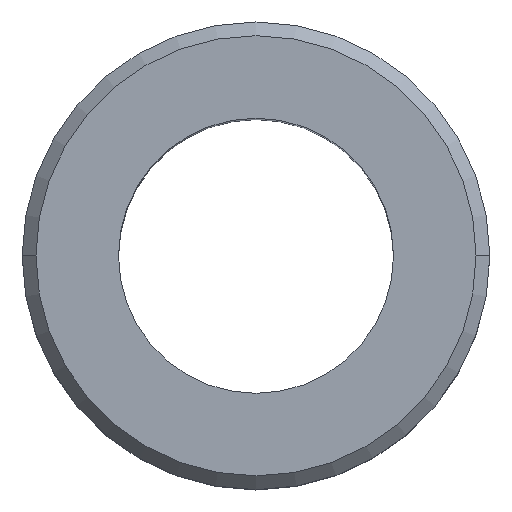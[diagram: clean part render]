
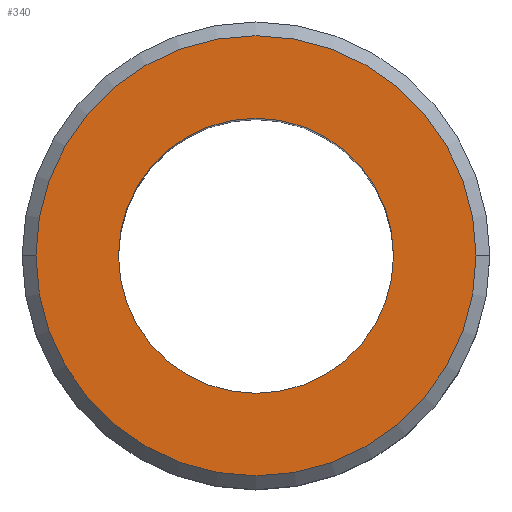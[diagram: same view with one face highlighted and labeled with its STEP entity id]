
A CAD part, top view. The second image highlights one B-rep face of the part: STEP entity #340.
In plain terms, the highlighted planar face has unit normal (0, 0, 1).
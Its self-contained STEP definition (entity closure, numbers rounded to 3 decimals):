
#55 = EDGE_CURVE ( 'NONE', #190, #766, #316, .T. ) ;
#69 = AXIS2_PLACEMENT_3D ( 'NONE', #357, #483, #561 ) ;
#73 = DIRECTION ( 'NONE',  ( 0., 0., 1. ) ) ;
#85 = FACE_BOUND ( 'NONE', #747, .T. ) ;
#130 = PLANE ( 'NONE',  #495 ) ;
#135 = DIRECTION ( 'NONE',  ( 1., 0., 0. ) ) ;
#137 = FACE_OUTER_BOUND ( 'NONE', #782, .T. ) ;
#140 = CARTESIAN_POINT ( 'NONE',  ( 0., 0., 0. ) ) ;
#173 = ORIENTED_EDGE ( 'NONE', *, *, #55, .F. ) ;
#190 = VERTEX_POINT ( 'NONE', #736 ) ;
#197 = DIRECTION ( 'NONE',  ( 1., 0., 0. ) ) ;
#203 = ORIENTED_EDGE ( 'NONE', *, *, #283, .T. ) ;
#230 = AXIS2_PLACEMENT_3D ( 'NONE', #140, #73, #135 ) ;
#233 = EDGE_CURVE ( 'NONE', #766, #190, #534, .T. ) ;
#240 = DIRECTION ( 'NONE',  ( 0., 0., 1. ) ) ;
#256 = CARTESIAN_POINT ( 'NONE',  ( 0., 0., 0. ) ) ;
#283 = EDGE_CURVE ( 'NONE', #311, #760, #745, .T. ) ;
#311 = VERTEX_POINT ( 'NONE', #441 ) ;
#316 = CIRCLE ( 'NONE', #772, 10. ) ;
#340 = ADVANCED_FACE ( 'NONE', ( #85, #137 ), #130, .T. ) ;
#357 = CARTESIAN_POINT ( 'NONE',  ( 0., 0., 0. ) ) ;
#364 = CARTESIAN_POINT ( 'NONE',  ( -10., 0., 0. ) ) ;
#371 = ORIENTED_EDGE ( 'NONE', *, *, #233, .F. ) ;
#396 = EDGE_CURVE ( 'NONE', #760, #311, #592, .T. ) ;
#421 = AXIS2_PLACEMENT_3D ( 'NONE', #256, #455, #640 ) ;
#427 = CARTESIAN_POINT ( 'NONE',  ( 0., 0., 0. ) ) ;
#441 = CARTESIAN_POINT ( 'NONE',  ( 16., 0., 0. ) ) ;
#455 = DIRECTION ( 'NONE',  ( 0., 0., 1. ) ) ;
#483 = DIRECTION ( 'NONE',  ( 0., 0., 1. ) ) ;
#495 = AXIS2_PLACEMENT_3D ( 'NONE', #507, #512, #197 ) ;
#500 = DIRECTION ( 'NONE',  ( 1., 0., 0. ) ) ;
#507 = CARTESIAN_POINT ( 'NONE',  ( 0., 0., 0. ) ) ;
#512 = DIRECTION ( 'NONE',  ( 0., 0., 1. ) ) ;
#534 = CIRCLE ( 'NONE', #69, 10. ) ;
#561 = DIRECTION ( 'NONE',  ( 1., 0., 0. ) ) ;
#592 = CIRCLE ( 'NONE', #230, 16. ) ;
#622 = ORIENTED_EDGE ( 'NONE', *, *, #396, .T. ) ;
#623 = CARTESIAN_POINT ( 'NONE',  ( -16., 0., 0. ) ) ;
#640 = DIRECTION ( 'NONE',  ( 1., 0., 0. ) ) ;
#736 = CARTESIAN_POINT ( 'NONE',  ( 10., 0., 0. ) ) ;
#745 = CIRCLE ( 'NONE', #421, 16. ) ;
#747 = EDGE_LOOP ( 'NONE', ( #173, #371 ) ) ;
#760 = VERTEX_POINT ( 'NONE', #623 ) ;
#766 = VERTEX_POINT ( 'NONE', #364 ) ;
#772 = AXIS2_PLACEMENT_3D ( 'NONE', #427, #240, #500 ) ;
#782 = EDGE_LOOP ( 'NONE', ( #622, #203 ) ) ;
